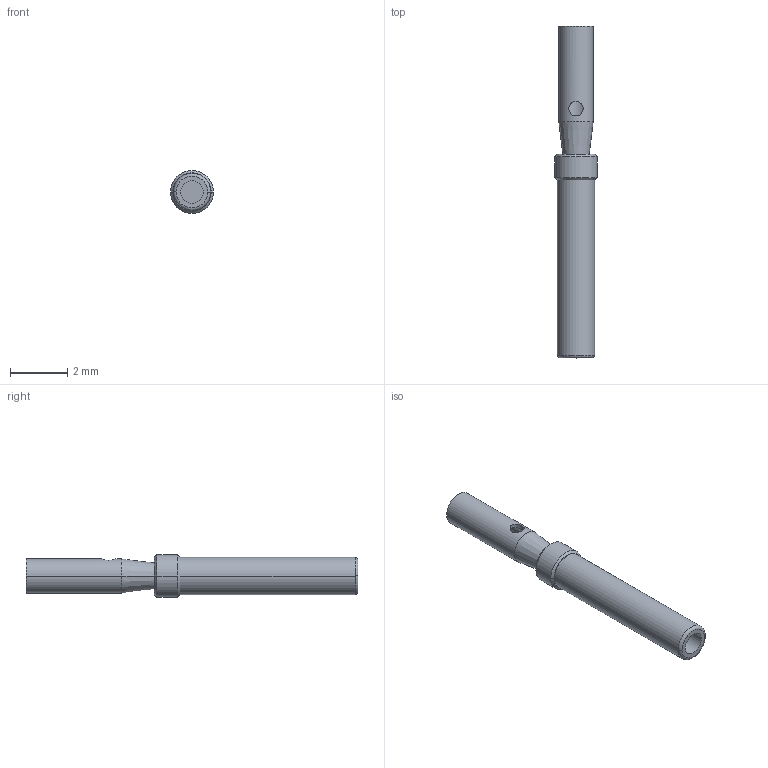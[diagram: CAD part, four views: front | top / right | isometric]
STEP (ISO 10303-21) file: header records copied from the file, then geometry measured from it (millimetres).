
FILE_DESCRIPTION((''),'2;1');
FILE_NAME('00170413002','2020-09-17T',('presta_be4'),(''),'CREO PARAMETRIC BY PTC INC, 2018360','CREO PARAMETRIC BY PTC INC, 2018360','');
FILE_SCHEMA(('CONFIG_CONTROL_DESIGN'));
Length unit declared in the file: millimetre
Products named in the file (1): 00170413002
Bounding box: 1.5 x 11.63 x 1.5 mm (x, y, z)
Volume: 9.4 mm3; surface area: 74.3 mm2
Topology: 1 solids, 1 shells, 29 faces, 60 edges, 35 vertices
Faces by surface type: cylinder 12, cone 10, plane 5, torus 2
Entity records: 842 total; most frequent: CARTESIAN_POINT 174, DIRECTION 144, ORIENTED_EDGE 116, AXIS2_PLACEMENT_3D 61, EDGE_CURVE 58, VERTEX_POINT 35, EDGE_LOOP 35, CIRCLE 32
